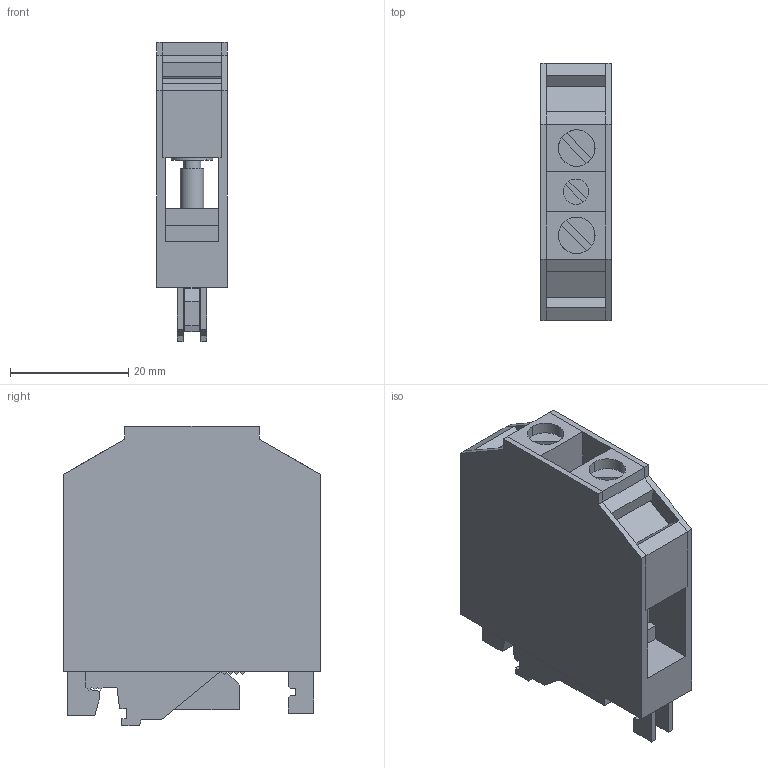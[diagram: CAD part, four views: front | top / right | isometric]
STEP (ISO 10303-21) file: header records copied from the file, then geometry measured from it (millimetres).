
FILE_DESCRIPTION(('Creo Elements/Direct Modeling STEP Export'),'2;1');
FILE_NAME('model.stp','2020-12-08T 0:04:47',(''),(''),'Creo Elements/Direct Modeling STEP processor for AP214 (Solid Model)','Creo Elements/Direct Modeling 20.1A 29-Sep-2018 (C) Parametric Technology GmbH','');
FILE_SCHEMA(('AUTOMOTIVE_DESIGN { 1 0 10303 214 1 1 1 1 }'));
Length unit declared in the file: millimetre
Products named in the file (2): OTTA_6_PE-select
Assembly tree (1 placements, depth 2):
  OTTA_6_PE-select
    OTTA_6_PE-select
Bounding box: 12 x 43.5 x 50.7 mm (x, y, z)
Volume: 15879.3 mm3; surface area: 8832.6 mm2
Topology: 1 solids, 1 shells, 211 faces, 538 edges, 340 vertices
Faces by surface type: plane 191, cylinder 20
Entity records: 7466 total; most frequent: ORIENTED_EDGE 1076, CARTESIAN_POINT 984, DIRECTION 842, EDGE_CURVE 538, VECTOR 446, LINE 446, VERTEX_POINT 340, EDGE_LOOP 228
